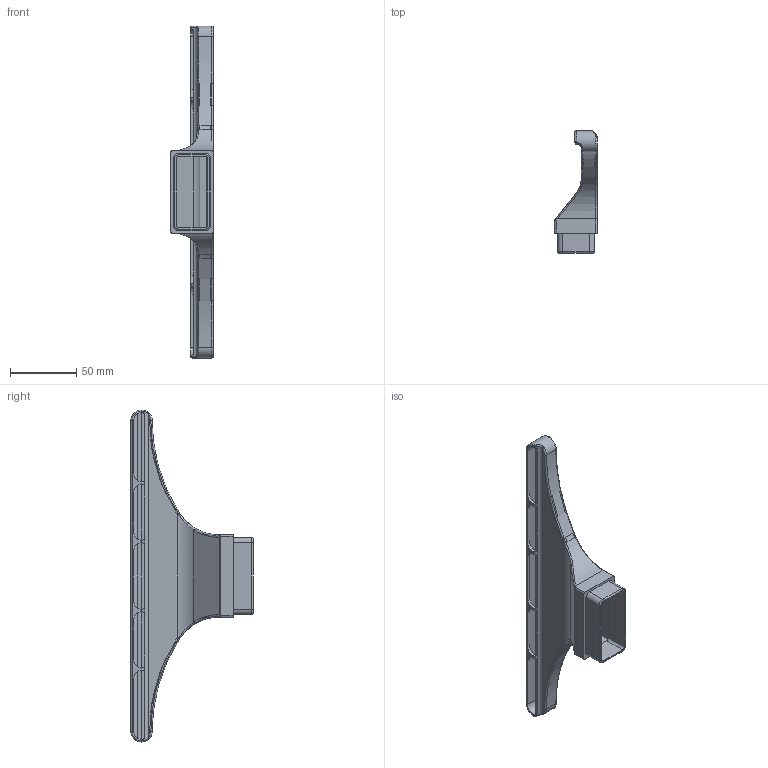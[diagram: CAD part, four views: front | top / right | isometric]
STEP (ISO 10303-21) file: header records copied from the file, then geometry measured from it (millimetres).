
FILE_DESCRIPTION (( 'STEP AP203' ), '1' );
FILE_NAME ('Cross fan nozzle right left.STEP', '2024-02-20T14:09:39', ( '' ), ( '' ), 'SwSTEP 2.0', 'SolidWorks 2021', '' );
FILE_SCHEMA (( 'CONFIG_CONTROL_DESIGN' ));
Length unit declared in the file: millimetre
Products named in the file (1): Cross fan nozzle right left
Bounding box: 32 x 92 x 250 mm (x, y, z)
Volume: 54431.8 mm3; surface area: 55594.6 mm2
Topology: 1 solids, 1 shells, 177 faces, 473 edges, 287 vertices
Faces by surface type: cylinder 73, bspline 46, plane 41, torus 13, sphere 4
Entity records: 6876 total; most frequent: CARTESIAN_POINT 2748, ORIENTED_EDGE 938, DIRECTION 745, EDGE_CURVE 469, VERTEX_POINT 287, AXIS2_PLACEMENT_3D 278, VECTOR 189, LINE 189
